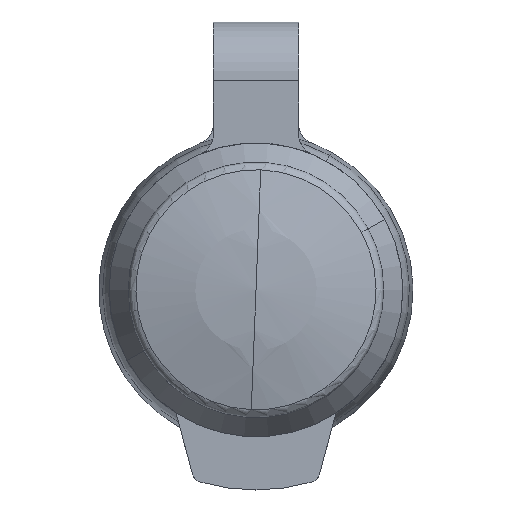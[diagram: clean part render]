
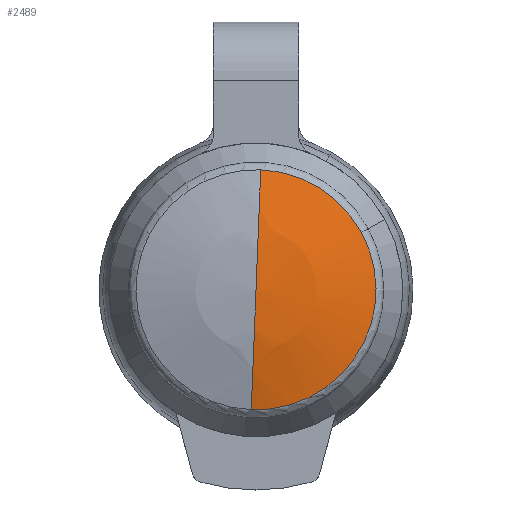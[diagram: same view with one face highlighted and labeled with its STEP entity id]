
A CAD part, top view. The second image highlights one B-rep face of the part: STEP entity #2489.
In plain terms, the highlighted spherical face has radius 40 mm.
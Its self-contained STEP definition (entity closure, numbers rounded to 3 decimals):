
#2115=AXIS2_PLACEMENT_3D('Circle Axis2P3D',#2113,#2114,$) ;
#2136=AXIS2_PLACEMENT_3D('Circle Axis2P3D',#2134,#2135,$) ;
#2469=AXIS2_PLACEMENT_3D('Sphere Axis2P3D',#2466,#2467,#2468) ;
#2473=AXIS2_PLACEMENT_3D('Circle Axis2P3D',#2471,#2472,$) ;
#2480=AXIS2_PLACEMENT_3D('Circle Axis2P3D',#2478,#2479,$) ;
#2110=CARTESIAN_POINT('Vertex',(15.193,30.073,41.126)) ;
#2113=CARTESIAN_POINT('Axis2P3D Location',(14.75,18.8,41.126)) ;
#2117=CARTESIAN_POINT('Vertex',(24.651,24.209,41.126)) ;
#2134=CARTESIAN_POINT('Axis2P3D Location',(14.75,18.8,41.126)) ;
#2138=CARTESIAN_POINT('Vertex',(14.307,7.527,41.126)) ;
#2466=CARTESIAN_POINT('Axis2P3D Location',(14.75,18.8,2.75)) ;
#2471=CARTESIAN_POINT('Axis2P3D Location',(14.75,18.8,2.75)) ;
#2475=CARTESIAN_POINT('Vertex',(14.75,18.8,42.75)) ;
#2478=CARTESIAN_POINT('Axis2P3D Location',(14.75,18.8,2.75)) ;
#2114=DIRECTION('Axis2P3D Direction',(0.,0.,1.)) ;
#2135=DIRECTION('Axis2P3D Direction',(0.,0.,1.)) ;
#2467=DIRECTION('Axis2P3D Direction',(0.,0.,1.)) ;
#2468=DIRECTION('Axis2P3D XDirection',(-0.039,-0.999,0.)) ;
#2472=DIRECTION('Axis2P3D Direction',(-0.999,0.039,0.)) ;
#2479=DIRECTION('Axis2P3D Direction',(0.999,-0.039,0.)) ;
#2484=ORIENTED_EDGE('',*,*,#2477,.F.) ;
#2485=ORIENTED_EDGE('',*,*,#2140,.T.) ;
#2486=ORIENTED_EDGE('',*,*,#2119,.T.) ;
#2487=ORIENTED_EDGE('',*,*,#2482,.T.) ;
#2489=ADVANCED_FACE('Hauptk\X2\00F6\X0\rper',(#2488),#2470,.T.) ;
#2116=CIRCLE('generated circle',#2115,11.282) ;
#2137=CIRCLE('generated circle',#2136,11.282) ;
#2474=CIRCLE('generated circle',#2473,40.) ;
#2481=CIRCLE('generated circle',#2480,40.) ;
#2119=EDGE_CURVE('',#2118,#2111,#2116,.T.) ;
#2140=EDGE_CURVE('',#2139,#2118,#2137,.T.) ;
#2477=EDGE_CURVE('',#2139,#2476,#2474,.T.) ;
#2482=EDGE_CURVE('',#2111,#2476,#2481,.T.) ;
#2483=EDGE_LOOP('',(#2484,#2485,#2486,#2487)) ;
#2488=FACE_OUTER_BOUND('',#2483,.T.) ;
#2470=SPHERICAL_SURFACE('',#2469,40.) ;
#2111=VERTEX_POINT('',#2110) ;
#2118=VERTEX_POINT('',#2117) ;
#2139=VERTEX_POINT('',#2138) ;
#2476=VERTEX_POINT('',#2475) ;
